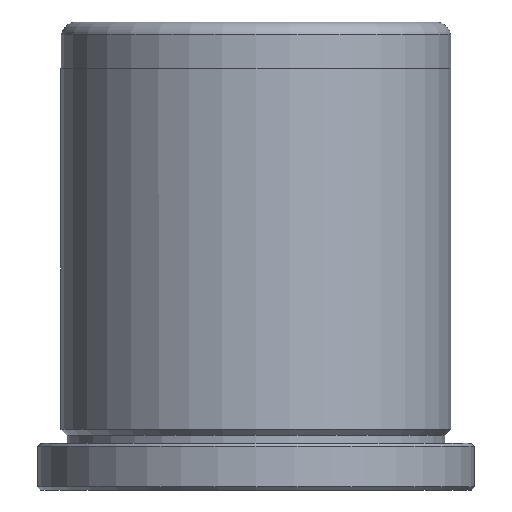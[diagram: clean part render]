
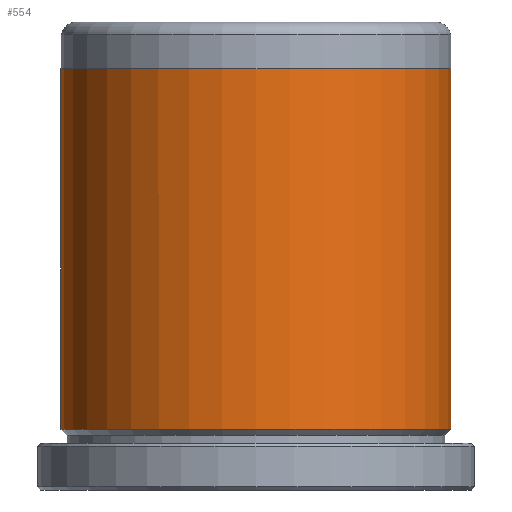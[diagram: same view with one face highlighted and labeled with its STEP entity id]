
A CAD part, front view. The second image highlights one B-rep face of the part: STEP entity #554.
In plain terms, the highlighted cylindrical face has radius 12.5 mm (diameter 25 mm), a partial arc.
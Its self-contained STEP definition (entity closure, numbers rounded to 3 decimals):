
#417 = DIRECTION ( 'NONE',  ( 0., 0., -1. ) ) ;
#427 = ORIENTED_EDGE ( 'NONE', *, *, #10578, .F. ) ;
#446 = EDGE_CURVE ( 'NONE', #2486, #11637, #11639, .T. ) ;
#554 = ADVANCED_FACE ( 'NONE', ( #11499 ), #11394, .T. ) ;
#642 = VECTOR ( 'NONE', #417, 1000. ) ;
#668 = LINE ( 'NONE', #12777, #642 ) ;
#966 = CARTESIAN_POINT ( 'NONE',  ( -12.5, 0., 30. ) ) ;
#990 = VERTEX_POINT ( 'NONE', #9603 ) ;
#1554 = DIRECTION ( 'NONE',  ( 1., 0., 0. ) ) ;
#1579 = DIRECTION ( 'NONE',  ( 0., 0., 1. ) ) ;
#1592 = CARTESIAN_POINT ( 'NONE',  ( 0., 0., 27. ) ) ;
#2486 = VERTEX_POINT ( 'NONE', #8300 ) ;
#2769 = EDGE_CURVE ( 'NONE', #2486, #990, #8567, .T. ) ;
#4636 = CARTESIAN_POINT ( 'NONE',  ( 0., 0., 30. ) ) ;
#4851 = EDGE_CURVE ( 'NONE', #11415, #11637, #6867, .T. ) ;
#5323 = AXIS2_PLACEMENT_3D ( 'NONE', #1592, #1579, #1554 ) ;
#6358 = DIRECTION ( 'NONE',  ( -1., 0., 0. ) ) ;
#6514 = DIRECTION ( 'NONE',  ( 0., 0., -1. ) ) ;
#6820 = CARTESIAN_POINT ( 'NONE',  ( -12.5, 0., 3.9 ) ) ;
#6867 = CIRCLE ( 'NONE', #9104, 12.5 ) ;
#7075 = DIRECTION ( 'NONE',  ( 0., 0., -1. ) ) ;
#7722 = ORIENTED_EDGE ( 'NONE', *, *, #4851, .F. ) ;
#7990 = EDGE_LOOP ( 'NONE', ( #427, #8886, #10902, #7722 ) ) ;
#8217 = AXIS2_PLACEMENT_3D ( 'NONE', #4636, #6514, #6358 ) ;
#8300 = CARTESIAN_POINT ( 'NONE',  ( -12.5, 0., 27. ) ) ;
#8567 = CIRCLE ( 'NONE', #5323, 12.5 ) ;
#8886 = ORIENTED_EDGE ( 'NONE', *, *, #2769, .F. ) ;
#9104 = AXIS2_PLACEMENT_3D ( 'NONE', #12618, #12601, #12566 ) ;
#9204 = CARTESIAN_POINT ( 'NONE',  ( 12.5, 0., 3.9 ) ) ;
#9603 = CARTESIAN_POINT ( 'NONE',  ( 12.5, 0., 27. ) ) ;
#10578 = EDGE_CURVE ( 'NONE', #990, #11415, #668, .T. ) ;
#10902 = ORIENTED_EDGE ( 'NONE', *, *, #446, .T. ) ;
#11394 = CYLINDRICAL_SURFACE ( 'NONE', #8217, 12.5 ) ;
#11415 = VERTEX_POINT ( 'NONE', #9204 ) ;
#11499 = FACE_OUTER_BOUND ( 'NONE', #7990, .T. ) ;
#11539 = VECTOR ( 'NONE', #7075, 1000. ) ;
#11637 = VERTEX_POINT ( 'NONE', #6820 ) ;
#11639 = LINE ( 'NONE', #966, #11539 ) ;
#12566 = DIRECTION ( 'NONE',  ( -1., 0., 0. ) ) ;
#12601 = DIRECTION ( 'NONE',  ( 0., 0., -1. ) ) ;
#12618 = CARTESIAN_POINT ( 'NONE',  ( 0., 0., 3.9 ) ) ;
#12777 = CARTESIAN_POINT ( 'NONE',  ( 12.5, 0., 30. ) ) ;
